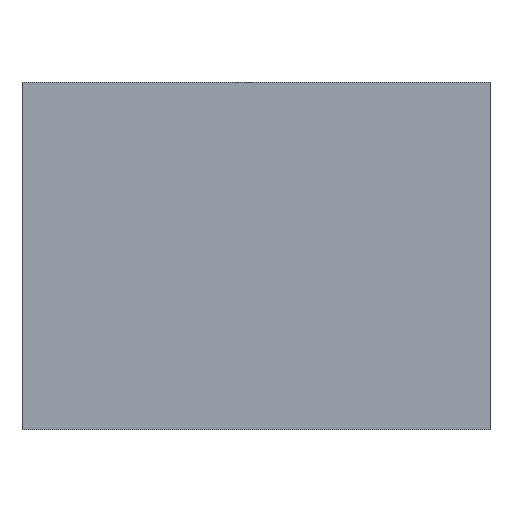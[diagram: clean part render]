
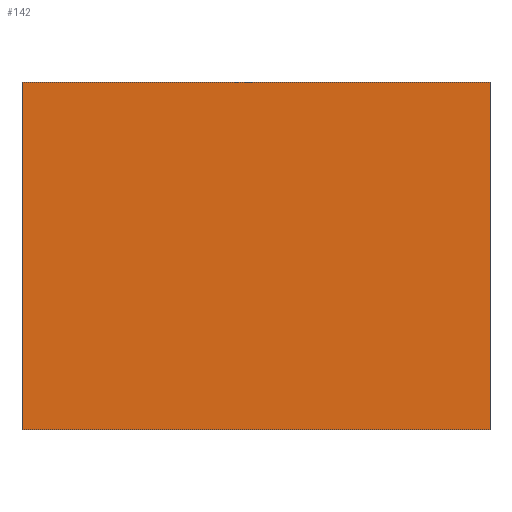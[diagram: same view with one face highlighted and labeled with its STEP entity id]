
A CAD part, top view. The second image highlights one B-rep face of the part: STEP entity #142.
In plain terms, the highlighted planar face has unit normal (0, 0, 1).
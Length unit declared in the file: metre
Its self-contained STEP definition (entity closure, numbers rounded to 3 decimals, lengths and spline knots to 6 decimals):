
#32=ORIENTED_EDGE('',*,*,#53,.F.);
#33=ORIENTED_EDGE('',*,*,#63,.T.);
#34=ORIENTED_EDGE('',*,*,#57,.T.);
#35=ORIENTED_EDGE('',*,*,#62,.T.);
#53=EDGE_CURVE('',#70,#72,#83,.T.);
#57=EDGE_CURVE('',#74,#75,#87,.T.);
#62=EDGE_CURVE('',#75,#72,#92,.T.);
#63=EDGE_CURVE('',#70,#74,#93,.T.);
#70=VERTEX_POINT('',#215);
#72=VERTEX_POINT('',#218);
#74=VERTEX_POINT('',#225);
#75=VERTEX_POINT('',#226);
#83=LINE('',#217,#101);
#87=LINE('',#224,#105);
#92=LINE('',#234,#110);
#93=LINE('',#236,#111);
#101=VECTOR('',#178,1.);
#105=VECTOR('',#184,1.);
#110=VECTOR('',#191,1.);
#111=VECTOR('',#194,1.);
#118=EDGE_LOOP('',(#32,#33,#34,#35));
#126=FACE_BOUND('',#118,.T.);
#134=PLANE('',#163);
#142=ADVANCED_FACE('',(#126),#134,.T.);
#163=AXIS2_PLACEMENT_3D('',#235,#192,#193);
#178=DIRECTION('',(0.,-1.,0.));
#184=DIRECTION('',(0.,-1.,0.));
#191=DIRECTION('',(1.,0.,0.));
#192=DIRECTION('',(0.,0.,1.));
#193=DIRECTION('',(1.,0.,0.));
#194=DIRECTION('',(-1.,0.,0.));
#215=CARTESIAN_POINT('',(0.026,0.0156,0.004));
#217=CARTESIAN_POINT('',(0.026,0.,0.004));
#218=CARTESIAN_POINT('',(0.026,-0.0156,0.004));
#224=CARTESIAN_POINT('',(-0.016,0.,0.004));
#225=CARTESIAN_POINT('',(-0.016,0.0156,0.004));
#226=CARTESIAN_POINT('',(-0.016,-0.0156,0.004));
#234=CARTESIAN_POINT('',(0.005,-0.0156,0.004));
#235=CARTESIAN_POINT('',(0.005,0.,0.004));
#236=CARTESIAN_POINT('',(0.005,0.0156,0.004));
